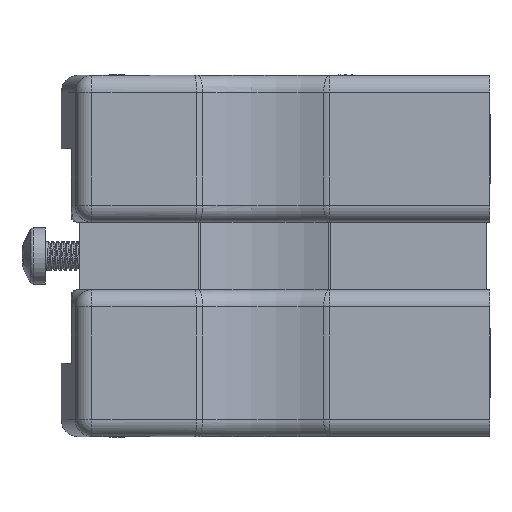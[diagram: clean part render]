
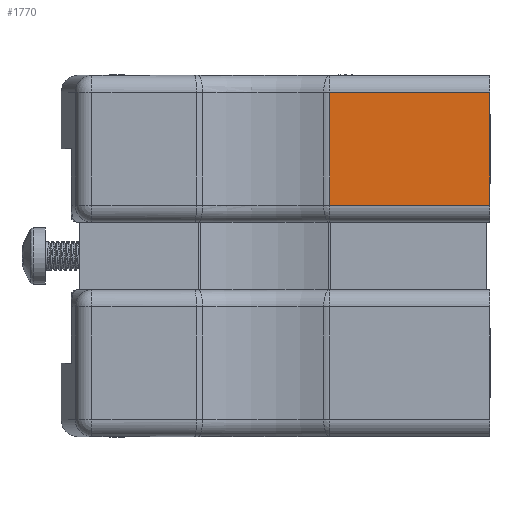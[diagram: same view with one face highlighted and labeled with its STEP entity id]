
A CAD part, front view. The second image highlights one B-rep face of the part: STEP entity #1770.
In plain terms, the highlighted planar face has unit normal (0, -1, 0).
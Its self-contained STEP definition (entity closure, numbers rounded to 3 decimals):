
#741 = ORIENTED_EDGE ( 'NONE', *, *, #3911, .T. ) ;
#1098 = FACE_OUTER_BOUND ( 'NONE', #23873, .T. ) ;
#1230 = DIRECTION ( 'NONE',  ( 1., 0., 0. ) ) ;
#1770 = ADVANCED_FACE ( 'NONE', ( #1098 ), #17013, .T. ) ;
#1884 = VERTEX_POINT ( 'NONE', #31988 ) ;
#3742 = VECTOR ( 'NONE', #12094, 1000. ) ;
#3911 = EDGE_CURVE ( 'NONE', #6170, #31309, #29780, .T. ) ;
#4160 = DIRECTION ( 'NONE',  ( 1., 0., 0. ) ) ;
#4363 = CARTESIAN_POINT ( 'NONE',  ( 0., -12.5, 5. ) ) ;
#6170 = VERTEX_POINT ( 'NONE', #22334 ) ;
#7530 = EDGE_CURVE ( 'NONE', #31831, #6170, #10530, .T. ) ;
#7920 = EDGE_CURVE ( 'NONE', #31831, #1884, #15737, .T. ) ;
#9926 = EDGE_CURVE ( 'NONE', #31309, #1884, #23501, .T. ) ;
#10530 = LINE ( 'NONE', #14457, #3742 ) ;
#11866 = DIRECTION ( 'NONE',  ( 0., -1., 0. ) ) ;
#12094 = DIRECTION ( 'NONE',  ( -1., 0., 0. ) ) ;
#12151 = AXIS2_PLACEMENT_3D ( 'NONE', #22137, #11866, #4160 ) ;
#13119 = ORIENTED_EDGE ( 'NONE', *, *, #7530, .T. ) ;
#13811 = CARTESIAN_POINT ( 'NONE',  ( 0., -12.5, 6.5 ) ) ;
#13920 = DIRECTION ( 'NONE',  ( 0., 0., -1. ) ) ;
#13983 = CARTESIAN_POINT ( 'NONE',  ( 0., -12.5, -5. ) ) ;
#14457 = CARTESIAN_POINT ( 'NONE',  ( 0., -12.5, 5. ) ) ;
#14583 = DIRECTION ( 'NONE',  ( 0., 0., -1. ) ) ;
#15737 = LINE ( 'NONE', #13811, #31311 ) ;
#15929 = VECTOR ( 'NONE', #1230, 1000. ) ;
#17013 = PLANE ( 'NONE',  #12151 ) ;
#22137 = CARTESIAN_POINT ( 'NONE',  ( 0., -12.5, 6.5 ) ) ;
#22334 = CARTESIAN_POINT ( 'NONE',  ( -14.183, -12.5, 5. ) ) ;
#23092 = ORIENTED_EDGE ( 'NONE', *, *, #9926, .T. ) ;
#23501 = LINE ( 'NONE', #13983, #15929 ) ;
#23873 = EDGE_LOOP ( 'NONE', ( #741, #23092, #28765, #13119 ) ) ;
#25385 = VECTOR ( 'NONE', #14583, 1000. ) ;
#26035 = CARTESIAN_POINT ( 'NONE',  ( -14.183, -12.5, 6.5 ) ) ;
#26168 = CARTESIAN_POINT ( 'NONE',  ( -14.183, -12.5, -5. ) ) ;
#28765 = ORIENTED_EDGE ( 'NONE', *, *, #7920, .F. ) ;
#29780 = LINE ( 'NONE', #26035, #25385 ) ;
#31309 = VERTEX_POINT ( 'NONE', #26168 ) ;
#31311 = VECTOR ( 'NONE', #13920, 1000. ) ;
#31831 = VERTEX_POINT ( 'NONE', #4363 ) ;
#31988 = CARTESIAN_POINT ( 'NONE',  ( 0., -12.5, -5. ) ) ;
